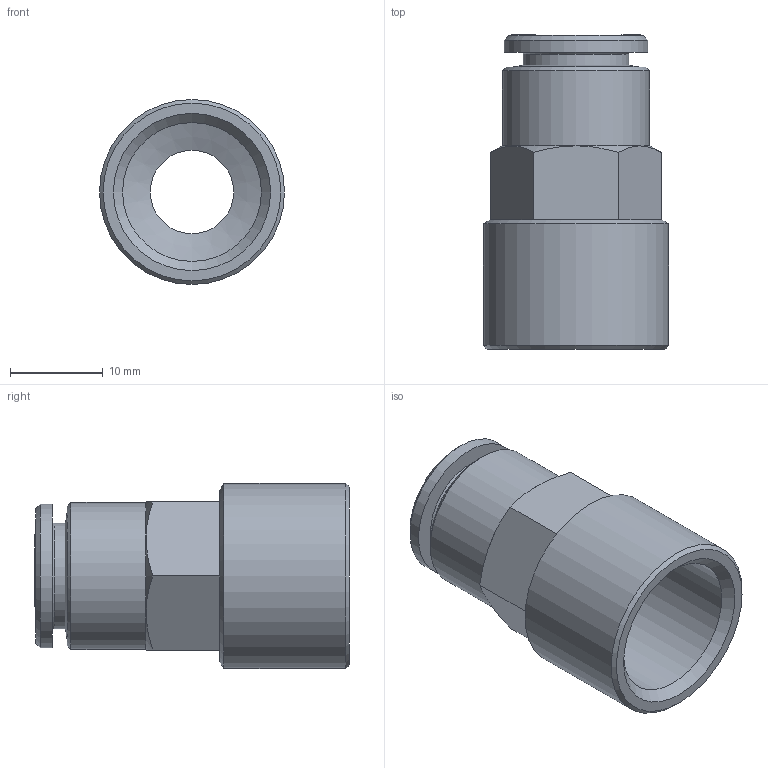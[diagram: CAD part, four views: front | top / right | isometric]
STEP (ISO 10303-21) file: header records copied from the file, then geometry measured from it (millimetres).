
FILE_DESCRIPTION( ( 'STEP AP214' ), '1' );
FILE_NAME( 'psolqas_7792_12.stp', '2020-12-01T16:59:30', ( 'License CC BY-ND 4.0' ), ( 'CADENAS' ), ' ', 'PARTsolutions', ' ' );
FILE_SCHEMA( ( 'AUTOMOTIVE_DESIGN { 1 0 10303 214 1 1 1 1 }' ) );
Length unit declared in the file: metre
Products named in the file (1): Rivoluzione1
Bounding box: 20 x 34 x 20 mm (x, y, z)
Volume: 4412.4 mm3; surface area: 3674.9 mm2
Topology: 1 solids, 1 shells, 140 faces, 354 edges, 233 vertices
Faces by surface type: plane 79, bspline 43, cone 11, cylinder 7
Full cylindrical faces by diameter (mm): 9 x1, 10.15 x1, 11.4 x1, 15 x1, 15.5 x1, 15.9 x1, 20 x1
Entity records: 7765 total; most frequent: CARTESIAN_POINT 3635, ORIENTED_EDGE 666, DIRECTION 457, EDGE_CURVE 333, VERTEX_POINT 230, LINE 217, VECTOR 217, EDGE_LOOP 177
